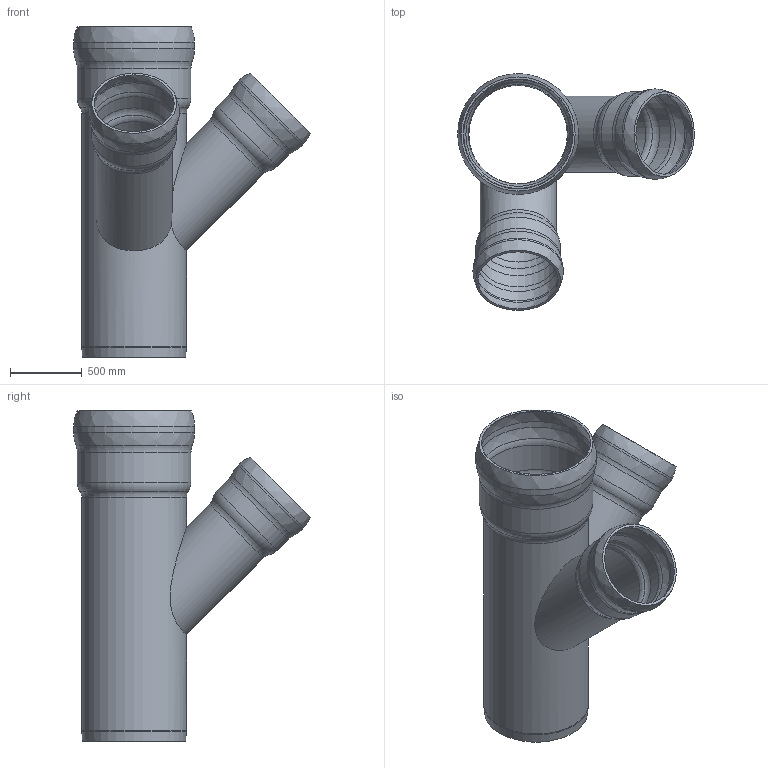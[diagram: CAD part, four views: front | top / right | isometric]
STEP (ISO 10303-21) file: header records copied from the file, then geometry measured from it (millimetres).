
FILE_DESCRIPTION(/* description */ (''),/* implementation_level */ '2;1');
FILE_NAME(/* name */ '00281.CBBX_3D.stp',/* time_stamp */ '2024-12-11T12:41:52+01:00',/* author */ ('CAD'),/* organization */ (''),/* preprocessor_version */ 'ST-DEVELOPER v20',/* originating_system */ 'AutoCAD Mechanical',/* authorisation */ '');
FILE_SCHEMA (('AUTOMOTIVE_DESIGN { 1 0 10303 214 3 1 1 }'));
Length unit declared in the file: centimetre
Products named in the file (2): Product; *S0
Assembly tree (1 placements, depth 2):
  Product
    *S0
Bounding box: 1648.58 x 1648.58 x 2299.97 mm (x, y, z)
Volume: 127197443.3 mm3; surface area: 16639914.7 mm2
Topology: 3 solids, 3 shells, 61 faces, 166 edges, 108 vertices
Faces by surface type: cylinder 22, torus 20, bspline 12, plane 4, cone 3
Full cylindrical faces by diameter (mm): 500 x4, 530 x2, 560 x2, 590 x2, 600 x2, 630 x2, 698 x1, 730 x1, 760 x1, 792 x1, 810 x1, 842 x1
Entity records: 3188 total; most frequent: CARTESIAN_POINT 1547, DIRECTION 377, ORIENTED_EDGE 332, AXIS2_PLACEMENT_3D 176, EDGE_CURVE 166, CIRCLE 122, VERTEX_POINT 108, EDGE_LOOP 68
